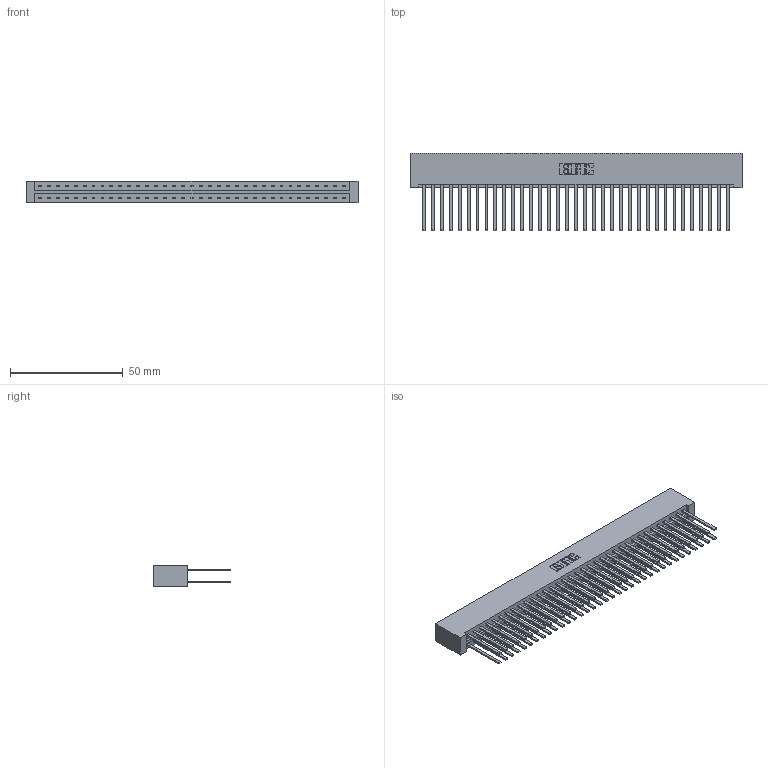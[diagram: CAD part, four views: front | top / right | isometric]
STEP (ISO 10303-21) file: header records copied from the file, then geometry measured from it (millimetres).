
FILE_DESCRIPTION (( 'STEP AP203' ), '1' );
FILE_NAME ('333-070-544-201.STEP', '2018-08-04T15:03:44', ( '' ), ( '' ), 'SwSTEP 2.0', 'SolidWorks 2016', '' );
FILE_SCHEMA (( 'CONFIG_CONTROL_DESIGN' ));
Length unit declared in the file: inch
Products named in the file (3): 333 Part_Lugless; 345-292-001_345-293-144; 333-070-544-201
Assembly tree (71 placements, depth 2):
  333-070-544-201
    333 Part_Lugless
    345-292-001_345-293-144  x70
Bounding box: 146.94 x 34.3 x 9.4 mm (x, y, z)
Volume: 16549.7 mm3; surface area: 22674.4 mm2
Topology: 71 solids, 71 shells, 3326 faces, 9877 edges, 6490 vertices
Faces by surface type: plane 2306, cylinder 1020
Entity records: 22961 total; most frequent: CARTESIAN_POINT 3810, ORIENTED_EDGE 3746, DIRECTION 3257, EDGE_CURVE 1873, LINE 1757, VECTOR 1757, VERTEX_POINT 1246, AXIS2_PLACEMENT_3D 750
